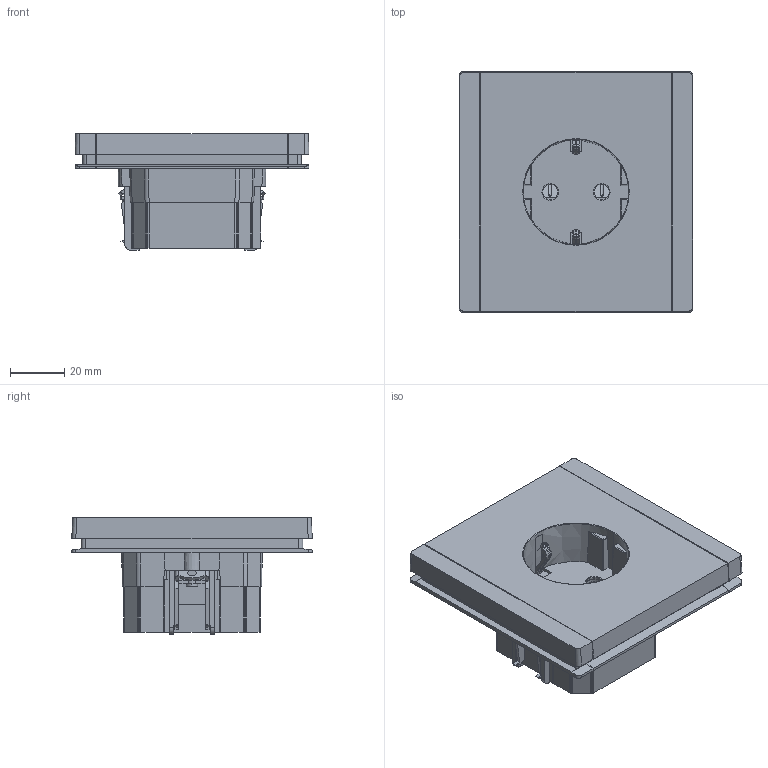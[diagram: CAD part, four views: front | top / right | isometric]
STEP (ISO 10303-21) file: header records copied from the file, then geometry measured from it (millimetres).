
FILE_DESCRIPTION (( 'STEP AP214' ), '1' );
FILE_NAME ('ðîçåêòà 16 À áåçâèíòîâîé çàæèì.STEP', '2025-03-12T07:52:15', ( '' ), ( '' ), 'SwSTEP 2.0', 'SolidWorks 2022', '' );
FILE_SCHEMA (( 'AUTOMOTIVE_DESIGN' ));
Length unit declared in the file: millimetre
Products named in the file (1): розекта 16 А безвинтовой зажим
Bounding box: 86.46 x 89 x 43.2 mm (x, y, z)
Volume: 140178.6 mm3; surface area: 44701.2 mm2
Topology: 1 solids, 69 shells, 1980 faces, 5282 edges, 3452 vertices
Faces by surface type: plane 1433, cylinder 396, bspline 80, cone 42, torus 18, sphere 11
Entity records: 62572 total; most frequent: CARTESIAN_POINT 14586, ORIENTED_EDGE 10564, DIRECTION 9007, EDGE_CURVE 5282, VECTOR 3973, LINE 3973, VERTEX_POINT 3452, AXIS2_PLACEMENT_3D 2517
